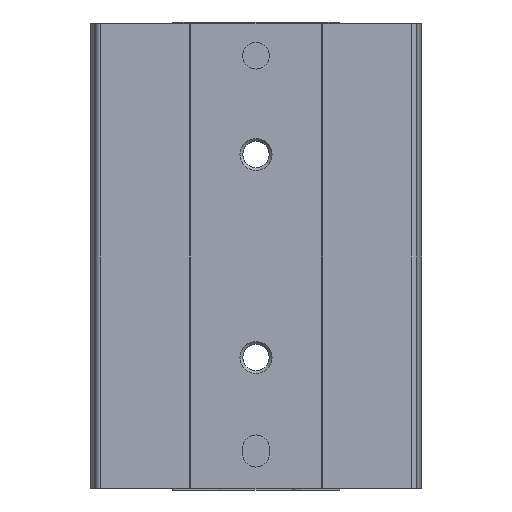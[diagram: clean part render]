
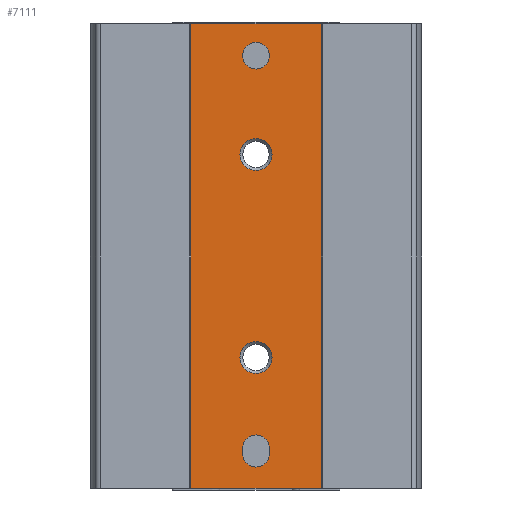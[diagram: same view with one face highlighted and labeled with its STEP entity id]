
A CAD part, front view. The second image highlights one B-rep face of the part: STEP entity #7111.
In plain terms, the highlighted planar face has unit normal (0, -1, 0).
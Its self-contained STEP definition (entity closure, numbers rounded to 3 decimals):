
#133=PLANE('',#7625);
#400=LINE('',#10710,#1062);
#401=LINE('',#10715,#1063);
#402=LINE('',#10719,#1064);
#403=LINE('',#10726,#1065);
#404=LINE('',#10728,#1066);
#405=LINE('',#10730,#1067);
#1062=VECTOR('',#8465,1000.);
#1063=VECTOR('',#8470,1000.);
#1064=VECTOR('',#8473,1000.);
#1065=VECTOR('',#8480,1000.);
#1066=VECTOR('',#8481,1000.);
#1067=VECTOR('',#8482,1000.);
#1749=ORIENTED_EDGE('',*,*,#3749,.T.);
#1750=ORIENTED_EDGE('',*,*,#3750,.T.);
#1751=ORIENTED_EDGE('',*,*,#3751,.T.);
#1752=ORIENTED_EDGE('',*,*,#3752,.T.);
#1753=ORIENTED_EDGE('',*,*,#3753,.F.);
#1754=ORIENTED_EDGE('',*,*,#3754,.T.);
#1755=ORIENTED_EDGE('',*,*,#3755,.T.);
#1756=ORIENTED_EDGE('',*,*,#3756,.F.);
#1757=ORIENTED_EDGE('',*,*,#3748,.F.);
#1758=ORIENTED_EDGE('',*,*,#3757,.T.);
#1759=ORIENTED_EDGE('',*,*,#3758,.T.);
#3748=EDGE_CURVE('',#4746,#4745,#400,.T.);
#3749=EDGE_CURVE('',#4747,#4748,#5446,.F.);
#3750=EDGE_CURVE('',#4748,#4749,#401,.T.);
#3751=EDGE_CURVE('',#4749,#4750,#5447,.F.);
#3752=EDGE_CURVE('',#4750,#4747,#402,.T.);
#3753=EDGE_CURVE('',#4751,#4751,#5448,.T.);
#3754=EDGE_CURVE('',#4752,#4752,#5449,.T.);
#3755=EDGE_CURVE('',#4753,#4753,#5450,.T.);
#3756=EDGE_CURVE('',#4745,#4754,#403,.T.);
#3757=EDGE_CURVE('',#4746,#4755,#404,.T.);
#3758=EDGE_CURVE('',#4755,#4754,#405,.T.);
#4745=VERTEX_POINT('',#10707);
#4746=VERTEX_POINT('',#10709);
#4747=VERTEX_POINT('',#10713);
#4748=VERTEX_POINT('',#10714);
#4749=VERTEX_POINT('',#10716);
#4750=VERTEX_POINT('',#10718);
#4751=VERTEX_POINT('',#10721);
#4752=VERTEX_POINT('',#10723);
#4753=VERTEX_POINT('',#10725);
#4754=VERTEX_POINT('',#10727);
#4755=VERTEX_POINT('',#10729);
#5446=CIRCLE('',#7626,2.5);
#5447=CIRCLE('',#7627,2.5);
#5448=CIRCLE('',#7628,2.5);
#5449=CIRCLE('',#7629,3.);
#5450=CIRCLE('',#7630,3.);
#5776=EDGE_LOOP('',(#1749,#1750,#1751,#1752));
#5777=EDGE_LOOP('',(#1753));
#5778=EDGE_LOOP('',(#1754));
#5779=EDGE_LOOP('',(#1755));
#5780=EDGE_LOOP('',(#1756,#1757,#1758,#1759));
#6368=FACE_BOUND('',#5776,.T.);
#6369=FACE_BOUND('',#5777,.T.);
#6370=FACE_BOUND('',#5778,.T.);
#6371=FACE_BOUND('',#5779,.T.);
#6372=FACE_BOUND('',#5780,.T.);
#7111=ADVANCED_FACE('',(#6368,#6369,#6370,#6371,#6372),#133,.T.);
#7625=AXIS2_PLACEMENT_3D('',#10711,#8466,#8467);
#7626=AXIS2_PLACEMENT_3D('',#10712,#8468,#8469);
#7627=AXIS2_PLACEMENT_3D('',#10717,#8471,#8472);
#7628=AXIS2_PLACEMENT_3D('',#10720,#8474,#8475);
#7629=AXIS2_PLACEMENT_3D('',#10722,#8476,#8477);
#7630=AXIS2_PLACEMENT_3D('',#10724,#8478,#8479);
#8465=DIRECTION('',(0.,0.,1.));
#8466=DIRECTION('',(0.,-1.,0.));
#8467=DIRECTION('',(0.,0.,-1.));
#8468=DIRECTION('',(0.,-1.,0.));
#8469=DIRECTION('',(0.,0.,-1.));
#8470=DIRECTION('',(0.,0.,1.));
#8471=DIRECTION('',(0.,-1.,0.));
#8472=DIRECTION('',(0.,0.,-1.));
#8473=DIRECTION('',(0.,0.,-1.));
#8474=DIRECTION('',(0.,-1.,0.));
#8475=DIRECTION('',(0.,0.,-1.));
#8476=DIRECTION('',(0.,1.,0.));
#8477=DIRECTION('',(0.,0.,1.));
#8478=DIRECTION('',(0.,1.,0.));
#8479=DIRECTION('',(0.,0.,1.));
#8480=DIRECTION('',(1.,0.,0.));
#8481=DIRECTION('',(1.,0.,0.));
#8482=DIRECTION('',(0.,0.,1.));
#10707=CARTESIAN_POINT('',(-12.2,0.3,0.));
#10709=CARTESIAN_POINT('',(-12.2,0.3,-87.));
#10710=CARTESIAN_POINT('',(-12.2,0.3,-87.));
#10711=CARTESIAN_POINT('',(-12.2,0.3,-87.));
#10712=CARTESIAN_POINT('',(0.,0.3,-80.5));
#10713=CARTESIAN_POINT('',(2.5,0.3,-80.5));
#10714=CARTESIAN_POINT('',(-2.5,0.3,-80.5));
#10715=CARTESIAN_POINT('',(-2.5,0.3,-87.));
#10716=CARTESIAN_POINT('',(-2.5,0.3,-79.5));
#10717=CARTESIAN_POINT('',(0.,0.3,-79.5));
#10718=CARTESIAN_POINT('',(2.5,0.3,-79.5));
#10719=CARTESIAN_POINT('',(2.5,0.3,-87.));
#10720=CARTESIAN_POINT('',(0.,0.3,-6.));
#10721=CARTESIAN_POINT('',(0.,0.3,-8.5));
#10722=CARTESIAN_POINT('',(0.,0.3,-62.5));
#10723=CARTESIAN_POINT('',(0.,0.3,-59.5));
#10724=CARTESIAN_POINT('',(0.,0.3,-24.5));
#10725=CARTESIAN_POINT('',(0.,0.3,-21.5));
#10726=CARTESIAN_POINT('',(-12.2,0.3,0.));
#10727=CARTESIAN_POINT('',(12.2,0.3,0.));
#10728=CARTESIAN_POINT('',(-12.2,0.3,-87.));
#10729=CARTESIAN_POINT('',(12.2,0.3,-87.));
#10730=CARTESIAN_POINT('',(12.2,0.3,-87.));
